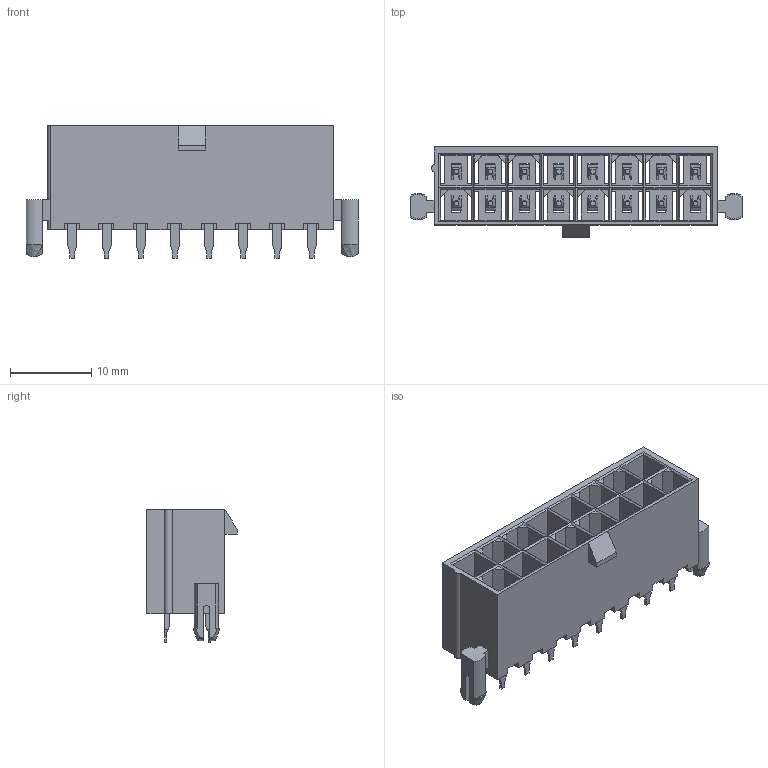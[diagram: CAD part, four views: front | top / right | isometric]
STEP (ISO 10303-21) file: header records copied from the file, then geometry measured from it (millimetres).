
FILE_DESCRIPTION(/* description */ ('Unknown'),/* implementation_level */ '2;1');
FILE_NAME(/* name */ '649016221732',/* time_stamp */ '2019-08-14T09:14:28+02:00',/* author */ ('Unknown'),/* organization */ ('Unknown'),/* preprocessor_version */ 'ST-DEVELOPER v16.7',/* originating_system */ 'DEX',/* authorisation */ $);
FILE_SCHEMA (('AUTOMOTIVE_DESIGN {1 0 10303 214 3 1 1}'));
Length unit declared in the file: millimetre
Products named in the file (3): 6490xx221732; 649016221732; 6490xx221732_PIN
Assembly tree (17 placements, depth 2):
  6490xx221732
    649016221732
    6490xx221732_PIN  x16
Bounding box: 40.8 x 11.1 x 16.3 mm (x, y, z)
Volume: 2014.1 mm3; surface area: 6295.5 mm2
Topology: 17 solids, 17 shells, 1977 faces, 5745 edges, 3741 vertices
Faces by surface type: plane 1502, cylinder 467, bspline 8
Entity records: 21063 total; most frequent: CARTESIAN_POINT 3945, ORIENTED_EDGE 3750, DIRECTION 3231, EDGE_CURVE 1875, LINE 1749, VECTOR 1749, VERTEX_POINT 1191, AXIS2_PLACEMENT_3D 741
